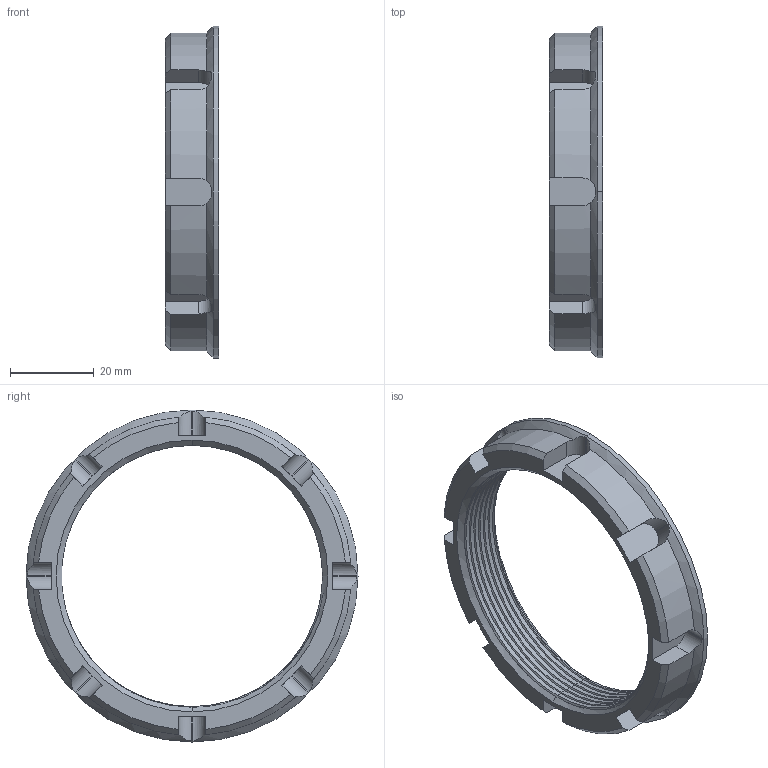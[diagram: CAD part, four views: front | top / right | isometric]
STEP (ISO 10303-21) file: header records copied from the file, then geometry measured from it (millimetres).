
FILE_DESCRIPTION (( 'STEP AP203' ), '1' );
FILE_NAME ('5239 Wheel Hub Housing Nut.STEP', '2013-12-18T19:37:56', ( 'Dan''s Work CPU' ), ( '' ), 'SwSTEP 2.0', 'SolidWorks 2012', '' );
FILE_SCHEMA (( 'CONFIG_CONTROL_DESIGN' ));
Length unit declared in the file: inch
Products named in the file (1): 5239 Wheel Hub Housing Nut
Bounding box: 12.7 x 79.38 x 79.38 mm (x, y, z)
Volume: 16708 mm3; surface area: 10015.9 mm2
Topology: 1 solids, 1 shells, 91 faces, 263 edges, 174 vertices
Faces by surface type: cylinder 41, plane 34, cone 14, bspline 2
Entity records: 4593 total; most frequent: CARTESIAN_POINT 2255, ORIENTED_EDGE 526, DIRECTION 422, EDGE_CURVE 263, VERTEX_POINT 174, AXIS2_PLACEMENT_3D 152, VECTOR 118, LINE 118
